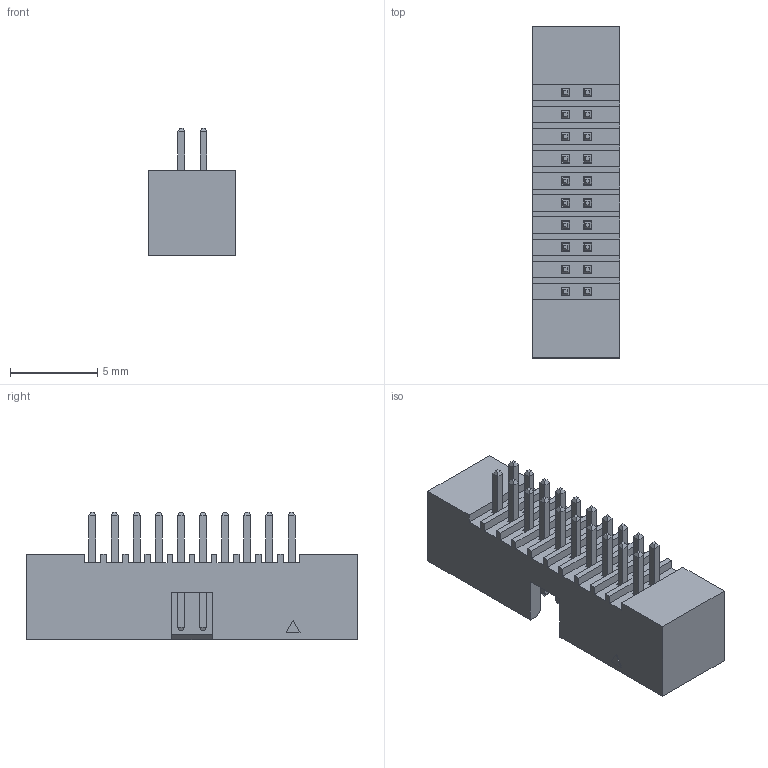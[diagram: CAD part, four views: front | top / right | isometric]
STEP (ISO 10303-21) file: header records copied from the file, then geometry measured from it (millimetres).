
FILE_DESCRIPTION((''),'2;1');
FILE_NAME('2195S-20X_ASM','2020-12-10T11:12:36',('Acer'),(''),'CREO PARAMETRIC BY PTC INC, 2018100','CREO PARAMETRIC BY PTC INC, 2018100','');
FILE_SCHEMA(('CONFIG_CONTROL_DESIGN'));
Length unit declared in the file: millimetre
Products named in the file (3): 801-2195-20; 802A-0_4; 2195S-20X_ASM
Assembly tree (21 placements, depth 2):
  2195S-20X_ASM
    801-2195-20
    802A-0_4  x20
Bounding box: 5.05 x 19.05 x 7.3 mm (x, y, z)
Volume: 269.4 mm3; surface area: 832.2 mm2
Topology: 21 solids, 21 shells, 503 faces, 1136 edges, 676 vertices
Faces by surface type: plane 503
Entity records: 7202 total; most frequent: CARTESIAN_POINT 1237, ORIENTED_EDGE 1208, DIRECTION 1126, VECTOR 604, LINE 604, EDGE_CURVE 604, VERTEX_POINT 372, EDGE_LOOP 278
